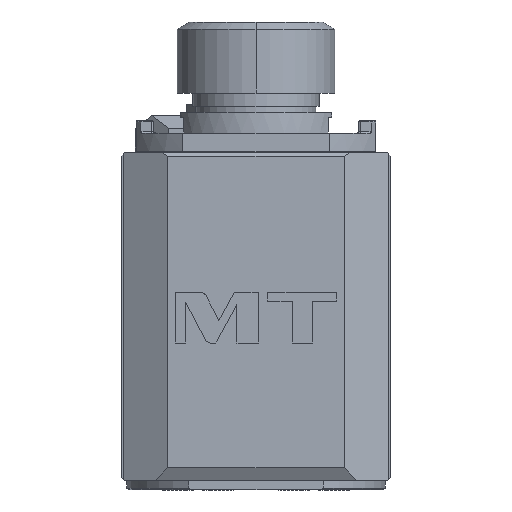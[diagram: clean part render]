
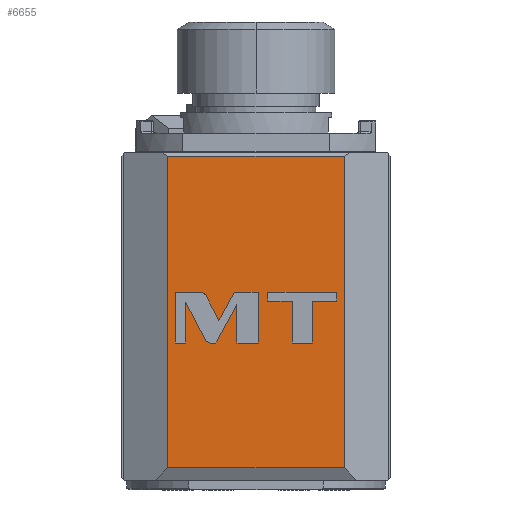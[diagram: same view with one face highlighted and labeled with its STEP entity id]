
A CAD part, left-side view. The second image highlights one B-rep face of the part: STEP entity #6655.
In plain terms, the highlighted planar face has unit normal (-1, 0, 0).
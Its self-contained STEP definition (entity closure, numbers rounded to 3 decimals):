
#777=DIRECTION('',(0.,1.,0.));
#778=VECTOR('',#777,56.);
#779=CARTESIAN_POINT('',(-99.,-28.,51.2));
#780=LINE('',#779,#778);
#781=DIRECTION('',(0.,0.,1.));
#782=VECTOR('',#781,98.7);
#783=CARTESIAN_POINT('',(-99.,-28.,-47.5));
#784=LINE('',#783,#782);
#785=DIRECTION('',(0.,-1.,0.));
#786=VECTOR('',#785,56.);
#787=CARTESIAN_POINT('',(-99.,28.,-47.5));
#788=LINE('',#787,#786);
#789=DIRECTION('',(0.,0.,1.));
#790=VECTOR('',#789,98.7);
#791=CARTESIAN_POINT('',(-99.,28.,-47.5));
#792=LINE('',#791,#790);
#793=CARTESIAN_POINT('',(-99.,15.816,6.958));
#794=CARTESIAN_POINT('',(-99.,16.148,7.601));
#795=CARTESIAN_POINT('',(-99.,16.804,8.));
#796=CARTESIAN_POINT('',(-99.,17.528,8.));
#798=DIRECTION('',(0.,1.,0.));
#799=VECTOR('',#798,8.043);
#800=CARTESIAN_POINT('',(-99.,17.528,8.));
#801=LINE('',#800,#799);
#802=DIRECTION('',(0.,0.,-1.));
#803=VECTOR('',#802,16.);
#804=CARTESIAN_POINT('',(-99.,25.571,8.));
#805=LINE('',#804,#803);
#806=DIRECTION('',(0.,-1.,0.));
#807=VECTOR('',#806,3.328);
#808=CARTESIAN_POINT('',(-99.,25.571,-8.));
#809=LINE('',#808,#807);
#810=DIRECTION('',(0.,0.,1.));
#811=VECTOR('',#810,12.962);
#812=CARTESIAN_POINT('',(-99.,22.243,-8.));
#813=LINE('',#812,#811);
#814=DIRECTION('',(0.,-0.459,-0.888));
#815=VECTOR('',#814,13.419);
#816=CARTESIAN_POINT('',(-99.,22.243,4.962));
#817=LINE('',#816,#815);
#818=CARTESIAN_POINT('',(-99.,16.08,-6.958));
#819=CARTESIAN_POINT('',(-99.,15.747,-7.601));
#820=CARTESIAN_POINT('',(-99.,15.091,-8.));
#821=CARTESIAN_POINT('',(-99.,14.367,-8.));
#823=DIRECTION('',(0.,-1.,0.));
#824=VECTOR('',#823,1.669);
#825=CARTESIAN_POINT('',(-99.,14.367,-8.));
#826=LINE('',#825,#824);
#827=DIRECTION('',(0.,-0.481,0.877));
#828=VECTOR('',#827,13.883);
#829=CARTESIAN_POINT('',(-99.,12.698,-8.));
#830=LINE('',#829,#828);
#831=DIRECTION('',(0.,0.,-1.));
#832=VECTOR('',#831,12.17);
#833=CARTESIAN_POINT('',(-99.,6.018,4.17));
#834=LINE('',#833,#832);
#835=DIRECTION('',(0.,-1.,0.));
#836=VECTOR('',#835,6.733);
#837=CARTESIAN_POINT('',(-99.,6.018,-8.));
#838=LINE('',#837,#836);
#839=DIRECTION('',(0.,0.,1.));
#840=VECTOR('',#839,16.);
#841=CARTESIAN_POINT('',(-99.,-0.715,-8.));
#842=LINE('',#841,#840);
#843=DIRECTION('',(0.,1.,0.));
#844=VECTOR('',#843,7.59);
#845=CARTESIAN_POINT('',(-99.,-0.715,8.));
#846=LINE('',#845,#844);
#847=DIRECTION('',(0.,0.481,-0.877));
#848=VECTOR('',#847,10.144);
#849=CARTESIAN_POINT('',(-99.,6.875,8.));
#850=LINE('',#849,#848);
#851=DIRECTION('',(0.,0.459,0.888));
#852=VECTOR('',#851,8.838);
#853=CARTESIAN_POINT('',(-99.,11.756,-0.893));
#854=LINE('',#853,#852);
#855=DIRECTION('',(0.,0.,-1.));
#856=VECTOR('',#855,13.275);
#857=CARTESIAN_POINT('',(-99.,-11.475,5.275));
#858=LINE('',#857,#856);
#859=DIRECTION('',(0.,-1.,0.));
#860=VECTOR('',#859,6.337);
#861=CARTESIAN_POINT('',(-99.,-11.475,-8.));
#862=LINE('',#861,#860);
#863=DIRECTION('',(0.,0.,1.));
#864=VECTOR('',#863,13.275);
#865=CARTESIAN_POINT('',(-99.,-17.812,-8.));
#866=LINE('',#865,#864);
#867=DIRECTION('',(0.,-1.,0.));
#868=VECTOR('',#867,7.757);
#869=CARTESIAN_POINT('',(-99.,-17.812,5.275));
#870=LINE('',#869,#868);
#871=DIRECTION('',(0.,0.,1.));
#872=VECTOR('',#871,2.725);
#873=CARTESIAN_POINT('',(-99.,-25.569,5.275));
#874=LINE('',#873,#872);
#875=DIRECTION('',(0.,1.,0.));
#876=VECTOR('',#875,21.851);
#877=CARTESIAN_POINT('',(-99.,-25.569,8.));
#878=LINE('',#877,#876);
#879=DIRECTION('',(0.,0.,-1.));
#880=VECTOR('',#879,2.725);
#881=CARTESIAN_POINT('',(-99.,-3.718,8.));
#882=LINE('',#881,#880);
#883=DIRECTION('',(0.,-1.,0.));
#884=VECTOR('',#883,7.757);
#885=CARTESIAN_POINT('',(-99.,-3.718,5.275));
#886=LINE('',#885,#884);
#4767=CARTESIAN_POINT('',(-99.,-28.,-47.5));
#4769=VERTEX_POINT('',#4767);
#4773=CARTESIAN_POINT('',(-99.,28.,-47.5));
#4774=VERTEX_POINT('',#4773);
#4779=CARTESIAN_POINT('',(-99.,-28.,51.2));
#4780=VERTEX_POINT('',#4779);
#4781=CARTESIAN_POINT('',(-99.,28.,51.2));
#4782=VERTEX_POINT('',#4781);
#5725=CARTESIAN_POINT('',(-99.,15.816,6.958));
#5726=VERTEX_POINT('',#5725);
#5727=CARTESIAN_POINT('',(-99.,17.528,8.));
#5728=VERTEX_POINT('',#5727);
#5729=CARTESIAN_POINT('',(-99.,25.571,8.));
#5730=VERTEX_POINT('',#5729);
#5731=CARTESIAN_POINT('',(-99.,25.571,-8.));
#5732=VERTEX_POINT('',#5731);
#5733=CARTESIAN_POINT('',(-99.,22.243,-8.));
#5734=VERTEX_POINT('',#5733);
#5735=CARTESIAN_POINT('',(-99.,22.243,4.962));
#5736=VERTEX_POINT('',#5735);
#5737=CARTESIAN_POINT('',(-99.,16.08,-6.958));
#5738=VERTEX_POINT('',#5737);
#5739=CARTESIAN_POINT('',(-99.,14.367,-8.));
#5740=VERTEX_POINT('',#5739);
#5741=CARTESIAN_POINT('',(-99.,12.698,-8.));
#5742=VERTEX_POINT('',#5741);
#5743=CARTESIAN_POINT('',(-99.,6.018,4.17));
#5744=VERTEX_POINT('',#5743);
#5745=CARTESIAN_POINT('',(-99.,6.018,-8.));
#5746=VERTEX_POINT('',#5745);
#5747=CARTESIAN_POINT('',(-99.,-0.715,-8.));
#5748=VERTEX_POINT('',#5747);
#5749=CARTESIAN_POINT('',(-99.,-0.715,8.));
#5750=VERTEX_POINT('',#5749);
#5751=CARTESIAN_POINT('',(-99.,6.875,8.));
#5752=VERTEX_POINT('',#5751);
#5753=CARTESIAN_POINT('',(-99.,11.756,-0.893));
#5754=VERTEX_POINT('',#5753);
#5755=CARTESIAN_POINT('',(-99.,-11.475,5.275));
#5756=VERTEX_POINT('',#5755);
#5757=CARTESIAN_POINT('',(-99.,-11.475,-8.));
#5758=VERTEX_POINT('',#5757);
#5759=CARTESIAN_POINT('',(-99.,-17.812,-8.));
#5760=VERTEX_POINT('',#5759);
#5761=CARTESIAN_POINT('',(-99.,-17.812,5.275));
#5762=VERTEX_POINT('',#5761);
#5763=CARTESIAN_POINT('',(-99.,-25.569,5.275));
#5764=VERTEX_POINT('',#5763);
#5765=CARTESIAN_POINT('',(-99.,-25.569,8.));
#5766=VERTEX_POINT('',#5765);
#5767=CARTESIAN_POINT('',(-99.,-3.718,8.));
#5768=VERTEX_POINT('',#5767);
#5769=CARTESIAN_POINT('',(-99.,-3.718,5.275));
#5770=VERTEX_POINT('',#5769);
#6594=CARTESIAN_POINT('',(-99.,0.,0.));
#6595=DIRECTION('',(1.,0.,0.));
#6596=DIRECTION('',(0.,1.,0.));
#6597=AXIS2_PLACEMENT_3D('',#6594,#6595,#6596);
#6598=PLANE('',#6597);
#6599=ORIENTED_EDGE('',*,*,#6185,.F.);
#6600=ORIENTED_EDGE('',*,*,#6208,.F.);
#6601=ORIENTED_EDGE('',*,*,#6589,.F.);
#6602=ORIENTED_EDGE('',*,*,#6162,.T.);
#6603=EDGE_LOOP('',(#6599,#6600,#6601,#6602));
#6604=FACE_OUTER_BOUND('',#6603,.F.);
#6606=ORIENTED_EDGE('',*,*,#6605,.T.);
#6608=ORIENTED_EDGE('',*,*,#6607,.T.);
#6610=ORIENTED_EDGE('',*,*,#6609,.T.);
#6612=ORIENTED_EDGE('',*,*,#6611,.T.);
#6614=ORIENTED_EDGE('',*,*,#6613,.T.);
#6616=ORIENTED_EDGE('',*,*,#6615,.T.);
#6618=ORIENTED_EDGE('',*,*,#6617,.T.);
#6620=ORIENTED_EDGE('',*,*,#6619,.T.);
#6622=ORIENTED_EDGE('',*,*,#6621,.T.);
#6624=ORIENTED_EDGE('',*,*,#6623,.T.);
#6626=ORIENTED_EDGE('',*,*,#6625,.T.);
#6628=ORIENTED_EDGE('',*,*,#6627,.T.);
#6630=ORIENTED_EDGE('',*,*,#6629,.T.);
#6632=ORIENTED_EDGE('',*,*,#6631,.T.);
#6634=ORIENTED_EDGE('',*,*,#6633,.T.);
#6635=EDGE_LOOP('',(#6606,#6608,#6610,#6612,#6614,#6616,#6618,#6620,#6622,#6624,
#6626,#6628,#6630,#6632,#6634));
#6636=FACE_BOUND('',#6635,.F.);
#6638=ORIENTED_EDGE('',*,*,#6637,.T.);
#6640=ORIENTED_EDGE('',*,*,#6639,.T.);
#6642=ORIENTED_EDGE('',*,*,#6641,.T.);
#6644=ORIENTED_EDGE('',*,*,#6643,.T.);
#6646=ORIENTED_EDGE('',*,*,#6645,.T.);
#6648=ORIENTED_EDGE('',*,*,#6647,.T.);
#6650=ORIENTED_EDGE('',*,*,#6649,.T.);
#6652=ORIENTED_EDGE('',*,*,#6651,.T.);
#6653=EDGE_LOOP('',(#6638,#6640,#6642,#6644,#6646,#6648,#6650,#6652));
#6654=FACE_BOUND('',#6653,.F.);
#6655=ADVANCED_FACE('',(#6604,#6636,#6654),#6598,.F.);
#797=B_SPLINE_CURVE_WITH_KNOTS('',3,(#793,#794,#795,#796),.UNSPECIFIED.,.F.,.F.,
(4,4),(0.,1.),.UNSPECIFIED.);
#822=B_SPLINE_CURVE_WITH_KNOTS('',3,(#818,#819,#820,#821),.UNSPECIFIED.,.F.,.F.,
(4,4),(0.,1.),.UNSPECIFIED.);
#6162=EDGE_CURVE('',#4774,#4782,#792,.T.);
#6185=EDGE_CURVE('',#4780,#4782,#780,.T.);
#6208=EDGE_CURVE('',#4769,#4780,#784,.T.);
#6589=EDGE_CURVE('',#4774,#4769,#788,.T.);
#6605=EDGE_CURVE('',#5726,#5728,#797,.T.);
#6607=EDGE_CURVE('',#5728,#5730,#801,.T.);
#6609=EDGE_CURVE('',#5730,#5732,#805,.T.);
#6611=EDGE_CURVE('',#5732,#5734,#809,.T.);
#6613=EDGE_CURVE('',#5734,#5736,#813,.T.);
#6615=EDGE_CURVE('',#5736,#5738,#817,.T.);
#6617=EDGE_CURVE('',#5738,#5740,#822,.T.);
#6619=EDGE_CURVE('',#5740,#5742,#826,.T.);
#6621=EDGE_CURVE('',#5742,#5744,#830,.T.);
#6623=EDGE_CURVE('',#5744,#5746,#834,.T.);
#6625=EDGE_CURVE('',#5746,#5748,#838,.T.);
#6627=EDGE_CURVE('',#5748,#5750,#842,.T.);
#6629=EDGE_CURVE('',#5750,#5752,#846,.T.);
#6631=EDGE_CURVE('',#5752,#5754,#850,.T.);
#6633=EDGE_CURVE('',#5754,#5726,#854,.T.);
#6637=EDGE_CURVE('',#5756,#5758,#858,.T.);
#6639=EDGE_CURVE('',#5758,#5760,#862,.T.);
#6641=EDGE_CURVE('',#5760,#5762,#866,.T.);
#6643=EDGE_CURVE('',#5762,#5764,#870,.T.);
#6645=EDGE_CURVE('',#5764,#5766,#874,.T.);
#6647=EDGE_CURVE('',#5766,#5768,#878,.T.);
#6649=EDGE_CURVE('',#5768,#5770,#882,.T.);
#6651=EDGE_CURVE('',#5770,#5756,#886,.T.);
